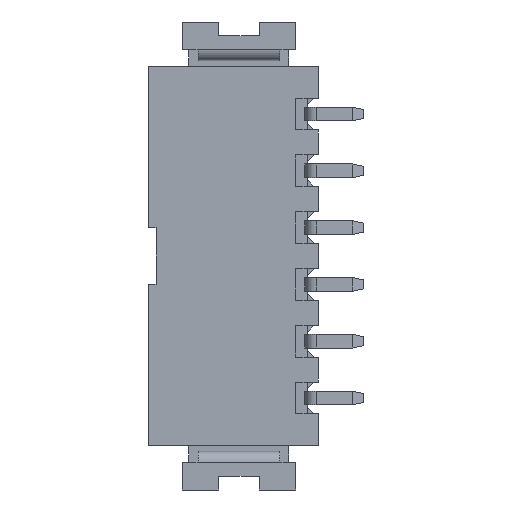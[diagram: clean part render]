
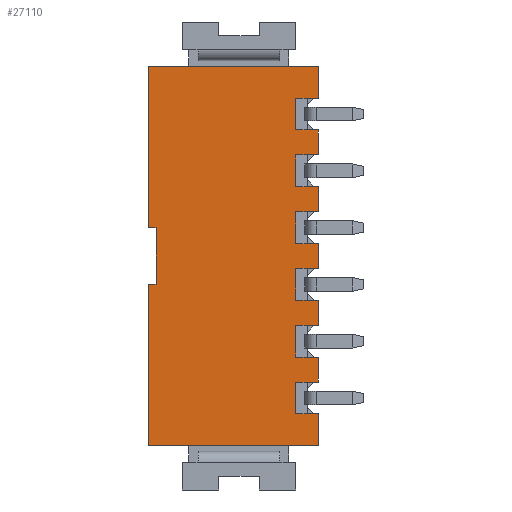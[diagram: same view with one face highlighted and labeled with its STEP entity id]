
A CAD part, front view. The second image highlights one B-rep face of the part: STEP entity #27110.
In plain terms, the highlighted planar face has unit normal (0, -1, 0).
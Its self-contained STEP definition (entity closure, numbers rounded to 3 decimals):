
#690=CARTESIAN_POINT('',(-3.039,-17.222,-0.95));
#700=VERTEX_POINT('',#690);
#730=CARTESIAN_POINT('',(-5.978,-17.222,-0.95));
#740=DIRECTION('',(-1.,0.,0.));
#750=VECTOR('',#740,1.);
#760=LINE('',#730,#750);
#770=CARTESIAN_POINT('',(-2.689,-17.222,-0.95));
#780=VERTEX_POINT('',#770);
#790=EDGE_CURVE('',#780,#700,#760,.T.);
#10930=CARTESIAN_POINT('',(3.461,-17.222,-9.15));
#10940=VERTEX_POINT('',#10930);
#10970=CARTESIAN_POINT('',(3.461,-17.222,-2.5));
#10980=DIRECTION('',(0.,0.,1.));
#10990=VECTOR('',#10980,1.);
#11000=LINE('',#10970,#10990);
#11010=CARTESIAN_POINT('',(3.461,-17.222,-7.75));
#11020=VERTEX_POINT('',#11010);
#11030=EDGE_CURVE('',#10940,#11020,#11000,.T.);
#11250=CARTESIAN_POINT('',(3.461,-17.222,-6.65));
#11260=VERTEX_POINT('',#11250);
#11290=CARTESIAN_POINT('',(3.461,-17.222,0.));
#11300=DIRECTION('',(0.,0.,1.));
#11310=VECTOR('',#11300,1.);
#11320=LINE('',#11290,#11310);
#11330=CARTESIAN_POINT('',(3.461,-17.222,-5.25));
#11340=VERTEX_POINT('',#11330);
#11350=EDGE_CURVE('',#11260,#11340,#11320,.T.);
#11570=CARTESIAN_POINT('',(3.461,-17.222,-4.15));
#11580=VERTEX_POINT('',#11570);
#11610=CARTESIAN_POINT('',(3.461,-17.222,2.5));
#11620=DIRECTION('',(0.,0.,1.));
#11630=VECTOR('',#11620,1.);
#11640=LINE('',#11610,#11630);
#11650=CARTESIAN_POINT('',(3.461,-17.222,-2.75));
#11660=VERTEX_POINT('',#11650);
#11670=EDGE_CURVE('',#11580,#11660,#11640,.T.);
#11890=CARTESIAN_POINT('',(3.461,-17.222,-1.65));
#11900=VERTEX_POINT('',#11890);
#11930=CARTESIAN_POINT('',(3.461,-17.222,5.));
#11940=DIRECTION('',(0.,0.,1.));
#11950=VECTOR('',#11940,1.);
#11960=LINE('',#11930,#11950);
#11970=CARTESIAN_POINT('',(3.461,-17.222,-0.25));
#11980=VERTEX_POINT('',#11970);
#11990=EDGE_CURVE('',#11900,#11980,#11960,.T.);
#12210=CARTESIAN_POINT('',(3.461,-17.222,0.85));
#12220=VERTEX_POINT('',#12210);
#12250=CARTESIAN_POINT('',(3.461,-17.222,7.5));
#12260=DIRECTION('',(0.,0.,1.));
#12270=VECTOR('',#12260,1.);
#12280=LINE('',#12250,#12270);
#12290=CARTESIAN_POINT('',(3.461,-17.222,2.25));
#12300=VERTEX_POINT('',#12290);
#12310=EDGE_CURVE('',#12220,#12300,#12280,.T.);
#12530=CARTESIAN_POINT('',(3.461,-17.222,3.35));
#12540=VERTEX_POINT('',#12530);
#12570=CARTESIAN_POINT('',(3.461,-17.222,7.5));
#12580=DIRECTION('',(0.,0.,1.));
#12590=VECTOR('',#12580,1.);
#12600=LINE('',#12570,#12590);
#12610=CARTESIAN_POINT('',(3.461,-17.222,4.75));
#12620=VERTEX_POINT('',#12610);
#12630=EDGE_CURVE('',#12540,#12620,#12600,.T.);
#18530=CARTESIAN_POINT('',(-3.039,-17.222,7.5));
#18540=DIRECTION('',(0.,0.,1.));
#18550=VECTOR('',#18540,1.);
#18560=LINE('',#18530,#18550);
#18570=CARTESIAN_POINT('',(-3.039,-17.222,6.15));
#18580=VERTEX_POINT('',#18570);
#18590=EDGE_CURVE('',#700,#18580,#18560,.T.);
#25180=CARTESIAN_POINT('',(-1.148,-17.222,
-14.587));
#25190=DIRECTION('',(0.,-1.,0.));
#25200=DIRECTION('',(1.,0.,0.));
#25210=AXIS2_PLACEMENT_3D('',#25180,#25190,#25200);
#25220=PLANE('',#25210);
#25230=CARTESIAN_POINT('',(-5.978,-17.222,6.15));
#25240=DIRECTION('',(-1.,0.,0.));
#25250=VECTOR('',#25240,1.);
#25260=LINE('',#25230,#25250);
#25270=CARTESIAN_POINT('',(4.461,-17.222,6.15));
#25280=VERTEX_POINT('',#25270);
#25290=EDGE_CURVE('',#25280,#18580,#25260,.T.);
#25300=ORIENTED_EDGE('',*,*,#25290,.T.);
#25310=CARTESIAN_POINT('',(4.461,-17.222,7.5));
#25320=DIRECTION('',(0.,0.,1.));
#25330=VECTOR('',#25320,1.);
#25340=LINE('',#25310,#25330);
#25350=CARTESIAN_POINT('',(4.461,-17.222,4.75));
#25360=VERTEX_POINT('',#25350);
#25370=EDGE_CURVE('',#25360,#25280,#25340,.T.);
#25380=ORIENTED_EDGE('',*,*,#25370,.T.);
#25390=CARTESIAN_POINT('',(-5.978,-17.222,4.75));
#25400=DIRECTION('',(1.,0.,0.));
#25410=VECTOR('',#25400,1.);
#25420=LINE('',#25390,#25410);
#25430=EDGE_CURVE('',#12620,#25360,#25420,.T.);
#25440=ORIENTED_EDGE('',*,*,#25430,.T.);
#25450=ORIENTED_EDGE('',*,*,#12630,.T.);
#25460=CARTESIAN_POINT('',(-5.978,-17.222,3.35));
#25470=DIRECTION('',(1.,0.,0.));
#25480=VECTOR('',#25470,1.);
#25490=LINE('',#25460,#25480);
#25500=CARTESIAN_POINT('',(4.461,-17.222,3.35));
#25510=VERTEX_POINT('',#25500);
#25520=EDGE_CURVE('',#12540,#25510,#25490,.T.);
#25530=ORIENTED_EDGE('',*,*,#25520,.F.);
#25540=CARTESIAN_POINT('',(4.461,-17.222,7.5));
#25550=DIRECTION('',(0.,0.,1.));
#25560=VECTOR('',#25550,1.);
#25570=LINE('',#25540,#25560);
#25580=CARTESIAN_POINT('',(4.461,-17.222,2.25));
#25590=VERTEX_POINT('',#25580);
#25600=EDGE_CURVE('',#25590,#25510,#25570,.T.);
#25610=ORIENTED_EDGE('',*,*,#25600,.T.);
#25620=CARTESIAN_POINT('',(-5.978,-17.222,2.25));
#25630=DIRECTION('',(1.,0.,0.));
#25640=VECTOR('',#25630,1.);
#25650=LINE('',#25620,#25640);
#25660=EDGE_CURVE('',#12300,#25590,#25650,.T.);
#25670=ORIENTED_EDGE('',*,*,#25660,.T.);
#25680=ORIENTED_EDGE('',*,*,#12310,.T.);
#25690=CARTESIAN_POINT('',(-5.978,-17.222,0.85));
#25700=DIRECTION('',(1.,0.,0.));
#25710=VECTOR('',#25700,1.);
#25720=LINE('',#25690,#25710);
#25730=CARTESIAN_POINT('',(4.461,-17.222,0.85));
#25740=VERTEX_POINT('',#25730);
#25750=EDGE_CURVE('',#12220,#25740,#25720,.T.);
#25760=ORIENTED_EDGE('',*,*,#25750,.F.);
#25770=CARTESIAN_POINT('',(4.461,-17.222,5.));
#25780=DIRECTION('',(0.,0.,1.));
#25790=VECTOR('',#25780,1.);
#25800=LINE('',#25770,#25790);
#25810=CARTESIAN_POINT('',(4.461,-17.222,-0.25));
#25820=VERTEX_POINT('',#25810);
#25830=EDGE_CURVE('',#25820,#25740,#25800,.T.);
#25840=ORIENTED_EDGE('',*,*,#25830,.T.);
#25850=CARTESIAN_POINT('',(-5.978,-17.222,-0.25));
#25860=DIRECTION('',(1.,0.,0.));
#25870=VECTOR('',#25860,1.);
#25880=LINE('',#25850,#25870);
#25890=EDGE_CURVE('',#11980,#25820,#25880,.T.);
#25900=ORIENTED_EDGE('',*,*,#25890,.T.);
#25910=ORIENTED_EDGE('',*,*,#11990,.T.);
#25920=CARTESIAN_POINT('',(-5.978,-17.222,-1.65));
#25930=DIRECTION('',(1.,0.,0.));
#25940=VECTOR('',#25930,1.);
#25950=LINE('',#25920,#25940);
#25960=CARTESIAN_POINT('',(4.461,-17.222,-1.65));
#25970=VERTEX_POINT('',#25960);
#25980=EDGE_CURVE('',#11900,#25970,#25950,.T.);
#25990=ORIENTED_EDGE('',*,*,#25980,.F.);
#26000=CARTESIAN_POINT('',(4.461,-17.222,2.5));
#26010=DIRECTION('',(0.,0.,1.));
#26020=VECTOR('',#26010,1.);
#26030=LINE('',#26000,#26020);
#26040=CARTESIAN_POINT('',(4.461,-17.222,-2.75));
#26050=VERTEX_POINT('',#26040);
#26060=EDGE_CURVE('',#26050,#25970,#26030,.T.);
#26070=ORIENTED_EDGE('',*,*,#26060,.T.);
#26080=CARTESIAN_POINT('',(-5.978,-17.222,-2.75));
#26090=DIRECTION('',(1.,0.,0.));
#26100=VECTOR('',#26090,1.);
#26110=LINE('',#26080,#26100);
#26120=EDGE_CURVE('',#11660,#26050,#26110,.T.);
#26130=ORIENTED_EDGE('',*,*,#26120,.T.);
#26140=ORIENTED_EDGE('',*,*,#11670,.T.);
#26150=CARTESIAN_POINT('',(-5.978,-17.222,-4.15));
#26160=DIRECTION('',(1.,0.,0.));
#26170=VECTOR('',#26160,1.);
#26180=LINE('',#26150,#26170);
#26190=CARTESIAN_POINT('',(4.461,-17.222,-4.15));
#26200=VERTEX_POINT('',#26190);
#26210=EDGE_CURVE('',#11580,#26200,#26180,.T.);
#26220=ORIENTED_EDGE('',*,*,#26210,.F.);
#26230=CARTESIAN_POINT('',(4.461,-17.222,0.));
#26240=DIRECTION('',(0.,0.,1.));
#26250=VECTOR('',#26240,1.);
#26260=LINE('',#26230,#26250);
#26270=CARTESIAN_POINT('',(4.461,-17.222,-5.25));
#26280=VERTEX_POINT('',#26270);
#26290=EDGE_CURVE('',#26280,#26200,#26260,.T.);
#26300=ORIENTED_EDGE('',*,*,#26290,.T.);
#26310=CARTESIAN_POINT('',(-5.978,-17.222,-5.25));
#26320=DIRECTION('',(1.,0.,0.));
#26330=VECTOR('',#26320,1.);
#26340=LINE('',#26310,#26330);
#26350=EDGE_CURVE('',#11340,#26280,#26340,.T.);
#26360=ORIENTED_EDGE('',*,*,#26350,.T.);
#26370=ORIENTED_EDGE('',*,*,#11350,.T.);
#26380=CARTESIAN_POINT('',(-5.978,-17.222,-6.65));
#26390=DIRECTION('',(1.,0.,0.));
#26400=VECTOR('',#26390,1.);
#26410=LINE('',#26380,#26400);
#26420=CARTESIAN_POINT('',(4.461,-17.222,-6.65));
#26430=VERTEX_POINT('',#26420);
#26440=EDGE_CURVE('',#11260,#26430,#26410,.T.);
#26450=ORIENTED_EDGE('',*,*,#26440,.F.);
#26460=CARTESIAN_POINT('',(4.461,-17.222,-2.5));
#26470=DIRECTION('',(0.,0.,1.));
#26480=VECTOR('',#26470,1.);
#26490=LINE('',#26460,#26480);
#26500=CARTESIAN_POINT('',(4.461,-17.222,-7.75));
#26510=VERTEX_POINT('',#26500);
#26520=EDGE_CURVE('',#26510,#26430,#26490,.T.);
#26530=ORIENTED_EDGE('',*,*,#26520,.T.);
#26540=CARTESIAN_POINT('',(-5.978,-17.222,-7.75));
#26550=DIRECTION('',(1.,0.,0.));
#26560=VECTOR('',#26550,1.);
#26570=LINE('',#26540,#26560);
#26580=EDGE_CURVE('',#11020,#26510,#26570,.T.);
#26590=ORIENTED_EDGE('',*,*,#26580,.T.);
#26600=ORIENTED_EDGE('',*,*,#11030,.T.);
#26610=CARTESIAN_POINT('',(-5.978,-17.222,-9.15));
#26620=DIRECTION('',(1.,0.,0.));
#26630=VECTOR('',#26620,1.);
#26640=LINE('',#26610,#26630);
#26650=CARTESIAN_POINT('',(4.461,-17.222,-9.15));
#26660=VERTEX_POINT('',#26650);
#26670=EDGE_CURVE('',#10940,#26660,#26640,.T.);
#26680=ORIENTED_EDGE('',*,*,#26670,.F.);
#26690=CARTESIAN_POINT('',(4.461,-17.222,-2.5));
#26700=DIRECTION('',(0.,0.,1.));
#26710=VECTOR('',#26700,1.);
#26720=LINE('',#26690,#26710);
#26730=CARTESIAN_POINT('',(4.461,-17.222,-10.55));
#26740=VERTEX_POINT('',#26730);
#26750=EDGE_CURVE('',#26740,#26660,#26720,.T.);
#26760=ORIENTED_EDGE('',*,*,#26750,.T.);
#26770=CARTESIAN_POINT('',(-5.978,-17.222,-10.55));
#26780=DIRECTION('',(-1.,0.,0.));
#26790=VECTOR('',#26780,1.);
#26800=LINE('',#26770,#26790);
#26810=CARTESIAN_POINT('',(-3.039,-17.222,-10.55));
#26820=VERTEX_POINT('',#26810);
#26830=EDGE_CURVE('',#26740,#26820,#26800,.T.);
#26840=ORIENTED_EDGE('',*,*,#26830,.F.);
#26850=CARTESIAN_POINT('',(-3.039,-17.222,7.5));
#26860=DIRECTION('',(0.,0.,1.));
#26870=VECTOR('',#26860,1.);
#26880=LINE('',#26850,#26870);
#26890=CARTESIAN_POINT('',(-3.039,-17.222,-3.45));
#26900=VERTEX_POINT('',#26890);
#26910=EDGE_CURVE('',#26820,#26900,#26880,.T.);
#26920=ORIENTED_EDGE('',*,*,#26910,.F.);
#26930=CARTESIAN_POINT('',(-5.978,-17.222,-3.45));
#26940=DIRECTION('',(1.,0.,0.));
#26950=VECTOR('',#26940,1.);
#26960=LINE('',#26930,#26950);
#26970=CARTESIAN_POINT('',(-2.689,-17.222,-3.45));
#26980=VERTEX_POINT('',#26970);
#26990=EDGE_CURVE('',#26900,#26980,#26960,.T.);
#27000=ORIENTED_EDGE('',*,*,#26990,.F.);
#27010=CARTESIAN_POINT('',(-2.689,-17.222,7.5));
#27020=DIRECTION('',(0.,0.,1.));
#27030=VECTOR('',#27020,1.);
#27040=LINE('',#27010,#27030);
#27050=EDGE_CURVE('',#26980,#780,#27040,.T.);
#27060=ORIENTED_EDGE('',*,*,#27050,.F.);
#27070=ORIENTED_EDGE('',*,*,#790,.F.);
#27080=ORIENTED_EDGE('',*,*,#18590,.F.);
#27090=EDGE_LOOP('',(#27080,#27070,#27060,#27000,#26920,#26840,#26760,
#26680,#26600,#26590,#26530,#26450,#26370,#26360,#26300,#26220,#26140,
#26130,#26070,#25990,#25910,#25900,#25840,#25760,#25680,#25670,#25610,
#25530,#25450,#25440,#25380,#25300));
#27100=FACE_OUTER_BOUND('',#27090,.T.);
#27110=ADVANCED_FACE('',(#27100),#25220,.T.);
